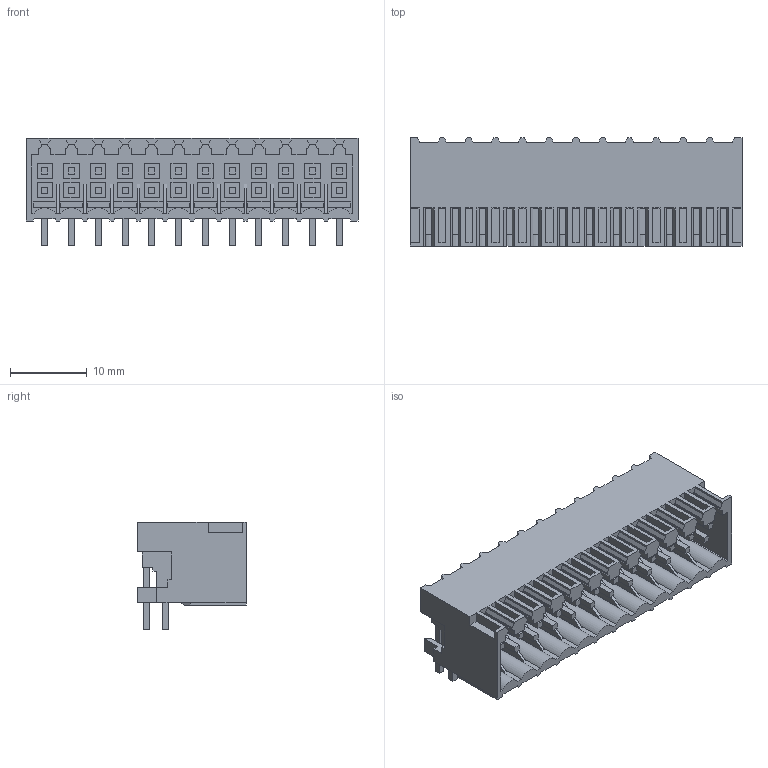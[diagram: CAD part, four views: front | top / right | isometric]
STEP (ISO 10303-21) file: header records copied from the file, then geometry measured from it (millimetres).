
FILE_DESCRIPTION(('CATIA V5R22 STEP214','CAx-IF Rec.Pracs.--- Model Styling and Organization---1.4--- 2014-01-23'),'2;1');
FILE_NAME ('D1455052_1_1727920000_1727920000.stp','2023-03-15T09:10:05+00:00',('none'),('Weidmueller'),'CATIA Version 5-6 Release 2016 SP3 HF44','CATIA V5 STEP AP214','none');
FILE_SCHEMA(('AUTOMOTIVE_DESIGN { 1 0 10303 214 1 1 1 1 }'));
Length unit declared in the file: millimetre
Products named in the file (1): 1727920000
Bounding box: 43.4 x 14.2 x 14 mm (x, y, z)
Volume: 2821.9 mm3; surface area: 7021.1 mm2
Topology: 25 solids, 25 shells, 1312 faces, 3742 edges, 2491 vertices
Faces by surface type: plane 1288, cylinder 24
Entity records: 38515 total; most frequent: ORIENTED_EDGE 7484, CARTESIAN_POINT 7079, DIRECTION 4908, EDGE_CURVE 3742, VECTOR 3658, LINE 3658, VERTEX_POINT 2491, EDGE_LOOP 1371
